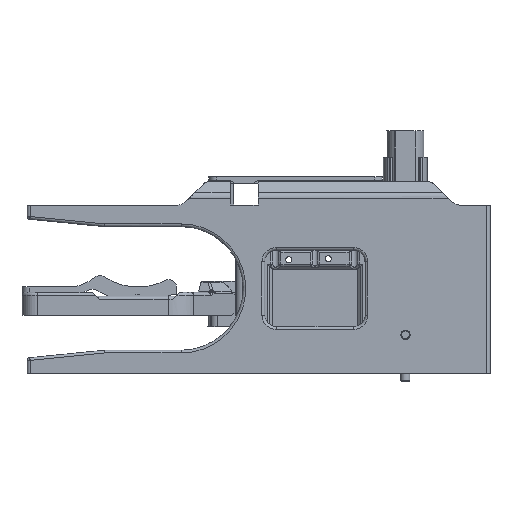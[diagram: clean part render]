
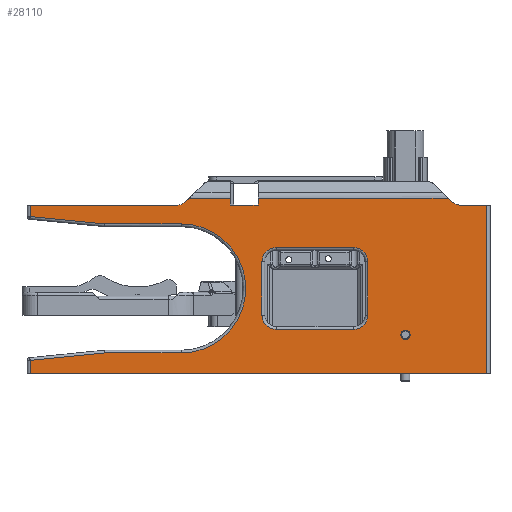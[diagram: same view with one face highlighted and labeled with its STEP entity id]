
A CAD part, front view. The second image highlights one B-rep face of the part: STEP entity #28110.
In plain terms, the highlighted planar face has unit normal (0, -1, 0).
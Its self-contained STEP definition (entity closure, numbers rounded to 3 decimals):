
#5200=FACE_BOUND('',#8048,.T.);
#5355=PLANE('',#30006);
#6586=FACE_OUTER_BOUND('',#8047,.T.);
#8047=EDGE_LOOP('',(#21382,#21383,#21384,#21385,#21386,#21387,#21388,#21389,
#21390,#21391,#21392,#21393,#21394,#21395,#21396,#21397,#21398,#21399,#21400,
#21401));
#8048=EDGE_LOOP('',(#21402,#21403,#21404,#21405,#21406,#21407,#21408,#21409));
#9581=LINE('',#43058,#11359);
#9587=LINE('',#43070,#11365);
#9687=LINE('',#43624,#11465);
#9690=LINE('',#43633,#11468);
#9691=LINE('',#43642,#11469);
#9694=LINE('',#43651,#11472);
#9695=LINE('',#43683,#11473);
#9697=LINE('',#43687,#11475);
#9698=LINE('',#43689,#11476);
#9699=LINE('',#43691,#11477);
#9700=LINE('',#43693,#11478);
#9701=LINE('',#43697,#11479);
#9702=LINE('',#43699,#11480);
#9703=LINE('',#43700,#11481);
#9704=LINE('',#43702,#11482);
#9705=LINE('',#43704,#11483);
#9706=LINE('',#43706,#11484);
#9707=LINE('',#43710,#11485);
#9708=LINE('',#43714,#11486);
#9709=LINE('',#43718,#11487);
#9710=LINE('',#43722,#11488);
#11359=VECTOR('',#33708,10.);
#11365=VECTOR('',#33714,10.);
#11465=VECTOR('',#34236,10.);
#11468=VECTOR('',#34245,10.);
#11469=VECTOR('',#34256,10.);
#11472=VECTOR('',#34265,10.);
#11473=VECTOR('',#34274,10.);
#11475=VECTOR('',#34278,10.);
#11476=VECTOR('',#34279,10.);
#11477=VECTOR('',#34280,10.);
#11478=VECTOR('',#34281,10.);
#11479=VECTOR('',#34284,10.);
#11480=VECTOR('',#34285,10.);
#11481=VECTOR('',#34286,10.);
#11482=VECTOR('',#34287,10.);
#11483=VECTOR('',#34288,10.);
#11484=VECTOR('',#34289,10.);
#11485=VECTOR('',#34292,10.);
#11486=VECTOR('',#34295,10.);
#11487=VECTOR('',#34298,10.);
#11488=VECTOR('',#34301,10.);
#13228=CIRCLE('',#29996,20.875);
#13232=CIRCLE('',#30007,3.75);
#13233=CIRCLE('',#30008,3.75);
#13234=CIRCLE('',#30009,4.625);
#13235=CIRCLE('',#30010,4.625);
#13236=CIRCLE('',#30011,4.625);
#13237=CIRCLE('',#30012,4.625);
#15112=VERTEX_POINT('',#43055);
#15113=VERTEX_POINT('',#43057);
#15118=VERTEX_POINT('',#43067);
#15119=VERTEX_POINT('',#43069);
#15274=VERTEX_POINT('',#43619);
#15275=VERTEX_POINT('',#43623);
#15278=VERTEX_POINT('',#43631);
#15280=VERTEX_POINT('',#43636);
#15281=VERTEX_POINT('',#43641);
#15284=VERTEX_POINT('',#43649);
#15287=VERTEX_POINT('',#43686);
#15288=VERTEX_POINT('',#43688);
#15289=VERTEX_POINT('',#43690);
#15290=VERTEX_POINT('',#43692);
#15291=VERTEX_POINT('',#43694);
#15292=VERTEX_POINT('',#43696);
#15293=VERTEX_POINT('',#43698);
#15294=VERTEX_POINT('',#43701);
#15295=VERTEX_POINT('',#43703);
#15296=VERTEX_POINT('',#43705);
#15297=VERTEX_POINT('',#43708);
#15298=VERTEX_POINT('',#43709);
#15299=VERTEX_POINT('',#43711);
#15300=VERTEX_POINT('',#43713);
#15301=VERTEX_POINT('',#43715);
#15302=VERTEX_POINT('',#43717);
#15303=VERTEX_POINT('',#43719);
#15304=VERTEX_POINT('',#43721);
#17333=EDGE_CURVE('',#15113,#15112,#9581,.T.);
#17339=EDGE_CURVE('',#15119,#15118,#9587,.T.);
#17577=EDGE_CURVE('',#15275,#15274,#9687,.T.);
#17582=EDGE_CURVE('',#15278,#15275,#9690,.T.);
#17584=EDGE_CURVE('',#15280,#15278,#13228,.T.);
#17586=EDGE_CURVE('',#15281,#15280,#9691,.T.);
#17591=EDGE_CURVE('',#15284,#15281,#9694,.T.);
#17595=EDGE_CURVE('',#15274,#15112,#9695,.T.);
#17597=EDGE_CURVE('',#15287,#15284,#9697,.T.);
#17598=EDGE_CURVE('',#15288,#15287,#9698,.T.);
#17599=EDGE_CURVE('',#15288,#15289,#9699,.T.);
#17600=EDGE_CURVE('',#15289,#15290,#9700,.T.);
#17601=EDGE_CURVE('',#15291,#15290,#13232,.T.);
#17602=EDGE_CURVE('',#15292,#15291,#9701,.T.);
#17603=EDGE_CURVE('',#15293,#15292,#9702,.T.);
#17604=EDGE_CURVE('',#15119,#15293,#9703,.T.);
#17605=EDGE_CURVE('',#15118,#15294,#9704,.T.);
#17606=EDGE_CURVE('',#15295,#15294,#9705,.T.);
#17607=EDGE_CURVE('',#15296,#15295,#9706,.T.);
#17608=EDGE_CURVE('',#15113,#15296,#13233,.T.);
#17609=EDGE_CURVE('',#15297,#15298,#9707,.T.);
#17610=EDGE_CURVE('',#15299,#15297,#13234,.T.);
#17611=EDGE_CURVE('',#15300,#15299,#9708,.T.);
#17612=EDGE_CURVE('',#15301,#15300,#13235,.T.);
#17613=EDGE_CURVE('',#15302,#15301,#9709,.T.);
#17614=EDGE_CURVE('',#15303,#15302,#13236,.T.);
#17615=EDGE_CURVE('',#15304,#15303,#9710,.T.);
#17616=EDGE_CURVE('',#15298,#15304,#13237,.T.);
#21382=ORIENTED_EDGE('',*,*,#17577,.F.);
#21383=ORIENTED_EDGE('',*,*,#17582,.F.);
#21384=ORIENTED_EDGE('',*,*,#17584,.F.);
#21385=ORIENTED_EDGE('',*,*,#17586,.F.);
#21386=ORIENTED_EDGE('',*,*,#17591,.F.);
#21387=ORIENTED_EDGE('',*,*,#17597,.F.);
#21388=ORIENTED_EDGE('',*,*,#17598,.F.);
#21389=ORIENTED_EDGE('',*,*,#17599,.T.);
#21390=ORIENTED_EDGE('',*,*,#17600,.T.);
#21391=ORIENTED_EDGE('',*,*,#17601,.F.);
#21392=ORIENTED_EDGE('',*,*,#17602,.F.);
#21393=ORIENTED_EDGE('',*,*,#17603,.F.);
#21394=ORIENTED_EDGE('',*,*,#17604,.F.);
#21395=ORIENTED_EDGE('',*,*,#17339,.T.);
#21396=ORIENTED_EDGE('',*,*,#17605,.T.);
#21397=ORIENTED_EDGE('',*,*,#17606,.F.);
#21398=ORIENTED_EDGE('',*,*,#17607,.F.);
#21399=ORIENTED_EDGE('',*,*,#17608,.F.);
#21400=ORIENTED_EDGE('',*,*,#17333,.T.);
#21401=ORIENTED_EDGE('',*,*,#17595,.F.);
#21402=ORIENTED_EDGE('',*,*,#17609,.F.);
#21403=ORIENTED_EDGE('',*,*,#17610,.F.);
#21404=ORIENTED_EDGE('',*,*,#17611,.F.);
#21405=ORIENTED_EDGE('',*,*,#17612,.F.);
#21406=ORIENTED_EDGE('',*,*,#17613,.F.);
#21407=ORIENTED_EDGE('',*,*,#17614,.F.);
#21408=ORIENTED_EDGE('',*,*,#17615,.F.);
#21409=ORIENTED_EDGE('',*,*,#17616,.F.);
#28110=ADVANCED_FACE('',(#6586,#5200),#5355,.T.);
#29996=AXIS2_PLACEMENT_3D('',#43638,#34250,#34251);
#30006=AXIS2_PLACEMENT_3D('',#43685,#34276,#34277);
#30007=AXIS2_PLACEMENT_3D('',#43695,#34282,#34283);
#30008=AXIS2_PLACEMENT_3D('',#43707,#34290,#34291);
#30009=AXIS2_PLACEMENT_3D('',#43712,#34293,#34294);
#30010=AXIS2_PLACEMENT_3D('',#43716,#34296,#34297);
#30011=AXIS2_PLACEMENT_3D('',#43720,#34299,#34300);
#30012=AXIS2_PLACEMENT_3D('',#43723,#34302,#34303);
#33708=DIRECTION('',(-1.,0.,0.));
#33714=DIRECTION('',(-1.,0.,0.));
#34236=DIRECTION('',(-0.995,0.,0.1));
#34245=DIRECTION('',(-1.,0.,0.));
#34250=DIRECTION('center_axis',(0.,-1.,0.));
#34251=DIRECTION('ref_axis',(1.,0.,0.));
#34256=DIRECTION('',(1.,0.,0.));
#34265=DIRECTION('',(0.995,0.,0.1));
#34274=DIRECTION('',(0.,0.,1.));
#34276=DIRECTION('center_axis',(0.,-1.,0.));
#34277=DIRECTION('ref_axis',(1.,0.,0.));
#34278=DIRECTION('',(0.,0.,1.));
#34279=DIRECTION('',(-1.,0.,0.));
#34280=DIRECTION('',(0.,0.,1.));
#34281=DIRECTION('',(-1.,0.,0.));
#34282=DIRECTION('center_axis',(0.,-1.,0.));
#34283=DIRECTION('ref_axis',(-0.383,0.,-0.924));
#34284=DIRECTION('',(0.707,0.,-0.707));
#34285=DIRECTION('',(1.,0.,0.));
#34286=DIRECTION('',(0.,0.,1.));
#34287=DIRECTION('',(0.,0.,1.));
#34288=DIRECTION('',(1.,0.,0.));
#34289=DIRECTION('',(0.707,0.,0.707));
#34290=DIRECTION('center_axis',(0.,-1.,0.));
#34291=DIRECTION('ref_axis',(0.383,0.,-0.924));
#34292=DIRECTION('',(-1.,0.,0.));
#34293=DIRECTION('center_axis',(0.,-1.,0.));
#34294=DIRECTION('ref_axis',(0.707,0.,0.707));
#34295=DIRECTION('',(0.,0.,1.));
#34296=DIRECTION('center_axis',(0.,-1.,0.));
#34297=DIRECTION('ref_axis',(0.707,0.,-0.707));
#34298=DIRECTION('',(1.,0.,0.));
#34299=DIRECTION('center_axis',(0.,-1.,0.));
#34300=DIRECTION('ref_axis',(-0.707,0.,-0.707));
#34301=DIRECTION('',(0.,0.,-1.));
#34302=DIRECTION('center_axis',(0.,-1.,0.));
#34303=DIRECTION('ref_axis',(-0.707,0.,0.707));
#43055=CARTESIAN_POINT('',(-144.875,-3.925,52.));
#43057=CARTESIAN_POINT('',(-97.153,-3.925,52.));
#43058=CARTESIAN_POINT('',(-107.925,-3.925,52.));
#43067=CARTESIAN_POINT('',(-80.1,-3.925,52.));
#43069=CARTESIAN_POINT('',(-71.1,-3.925,52.));
#43070=CARTESIAN_POINT('',(-107.925,-3.925,52.));
#43619=CARTESIAN_POINT('',(-144.875,-3.925,48.279));
#43623=CARTESIAN_POINT('',(-120.881,-3.925,45.875));
#43624=CARTESIAN_POINT('',(-130.462,-3.925,46.835));
#43631=CARTESIAN_POINT('',(-95.975,-3.925,45.875));
#43633=CARTESIAN_POINT('',(-120.425,-3.925,45.875));
#43636=CARTESIAN_POINT('',(-95.975,-3.925,4.125));
#43638=CARTESIAN_POINT('Origin',(-95.975,-3.925,25.));
#43641=CARTESIAN_POINT('',(-120.881,-3.925,4.125));
#43642=CARTESIAN_POINT('',(-132.9,-3.925,4.125));
#43649=CARTESIAN_POINT('',(-144.875,-3.925,1.721));
#43651=CARTESIAN_POINT('',(-145.417,-3.925,1.667));
#43683=CARTESIAN_POINT('',(-144.875,-3.925,0.));
#43685=CARTESIAN_POINT('Origin',(-144.875,-3.925,0.));
#43686=CARTESIAN_POINT('',(-144.875,-3.925,-2.5));
#43687=CARTESIAN_POINT('',(-144.875,-3.925,0.));
#43688=CARTESIAN_POINT('',(2.925,-3.925,-2.5));
#43689=CARTESIAN_POINT('',(2.925,-3.925,-2.5));
#43690=CARTESIAN_POINT('',(2.925,-3.925,52.));
#43691=CARTESIAN_POINT('',(2.925,-3.925,0.));
#43692=CARTESIAN_POINT('',(-5.872,-3.925,52.));
#43693=CARTESIAN_POINT('',(-107.925,-3.925,52.));
#43694=CARTESIAN_POINT('',(-8.523,-3.925,53.098));
#43695=CARTESIAN_POINT('Origin',(-5.872,-3.925,55.75));
#43696=CARTESIAN_POINT('',(-9.639,-3.925,54.214));
#43697=CARTESIAN_POINT('',(-30.162,-3.925,74.738));
#43698=CARTESIAN_POINT('',(-71.1,-3.925,54.214));
#43699=CARTESIAN_POINT('',(-114.531,-3.925,54.214));
#43700=CARTESIAN_POINT('',(-71.1,-3.925,50.));
#43701=CARTESIAN_POINT('',(-80.1,-3.925,54.214));
#43702=CARTESIAN_POINT('',(-80.1,-3.925,50.));
#43703=CARTESIAN_POINT('',(-93.386,-3.925,54.214));
#43704=CARTESIAN_POINT('',(-129.681,-3.925,54.214));
#43705=CARTESIAN_POINT('',(-94.502,-3.925,53.098));
#43706=CARTESIAN_POINT('',(-119.544,-3.925,28.056));
#43707=CARTESIAN_POINT('Origin',(-97.153,-3.925,55.75));
#43708=CARTESIAN_POINT('',(-40.224,-3.925,38.25));
#43709=CARTESIAN_POINT('',(-65.224,-3.925,38.25));
#43710=CARTESIAN_POINT('',(-90.674,-3.925,38.25));
#43711=CARTESIAN_POINT('',(-35.599,-3.925,33.625));
#43712=CARTESIAN_POINT('Origin',(-40.224,-3.925,33.625));
#43713=CARTESIAN_POINT('',(-35.599,-3.925,16.375));
#43714=CARTESIAN_POINT('',(-35.599,-3.925,6.313));
#43715=CARTESIAN_POINT('',(-40.224,-3.925,11.75));
#43716=CARTESIAN_POINT('Origin',(-40.224,-3.925,16.375));
#43717=CARTESIAN_POINT('',(-65.224,-3.925,11.75));
#43718=CARTESIAN_POINT('',(-106.924,-3.925,11.75));
#43719=CARTESIAN_POINT('',(-69.849,-3.925,16.375));
#43720=CARTESIAN_POINT('Origin',(-65.224,-3.925,16.375));
#43721=CARTESIAN_POINT('',(-69.849,-3.925,33.625));
#43722=CARTESIAN_POINT('',(-69.849,-3.925,18.688));
#43723=CARTESIAN_POINT('Origin',(-65.224,-3.925,33.625));
